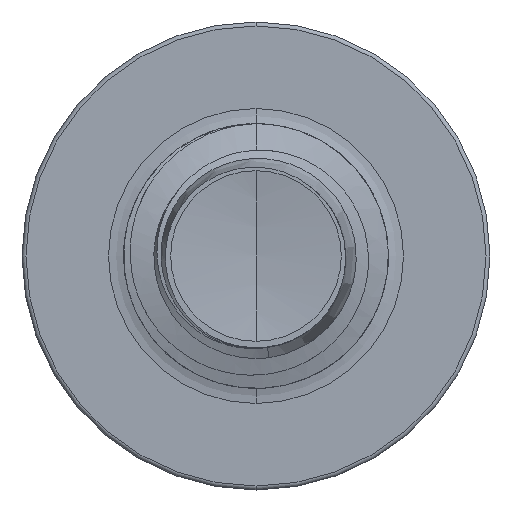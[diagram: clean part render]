
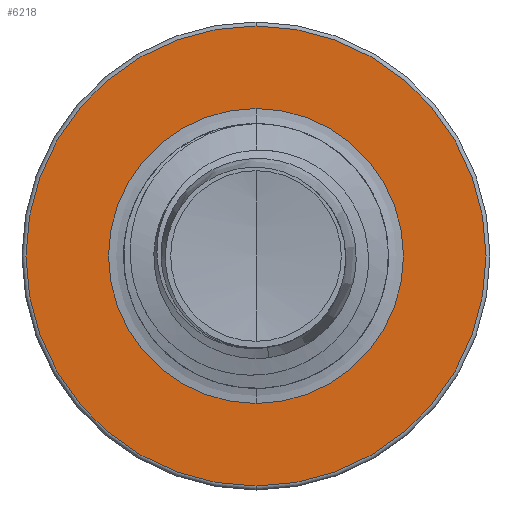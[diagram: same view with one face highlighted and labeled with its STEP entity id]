
A CAD part, front view. The second image highlights one B-rep face of the part: STEP entity #6218.
In plain terms, the highlighted planar face has unit normal (0, -1, 0).
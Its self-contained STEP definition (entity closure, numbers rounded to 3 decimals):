
#426 = EDGE_CURVE ( 'NONE', #7946, #6547, #2873, .T. ) ;
#804 = EDGE_LOOP ( 'NONE', ( #13987, #6509 ) ) ;
#847 = DIRECTION ( 'NONE',  ( 0., 0., 1. ) ) ;
#930 = DIRECTION ( 'NONE',  ( 0., 1., 0. ) ) ;
#1804 = ORIENTED_EDGE ( 'NONE', *, *, #8607, .F. ) ;
#1808 = CIRCLE ( 'NONE', #11374, 1.67 ) ;
#1849 = CARTESIAN_POINT ( 'NONE',  ( 0., 4., 0. ) ) ;
#2295 = VERTEX_POINT ( 'NONE', #11165 ) ;
#2332 = ORIENTED_EDGE ( 'NONE', *, *, #11394, .F. ) ;
#2873 = CIRCLE ( 'NONE', #12890, 1.67 ) ;
#3055 = AXIS2_PLACEMENT_3D ( 'NONE', #1849, #10459, #3243 ) ;
#3243 = DIRECTION ( 'NONE',  ( 0., 0., 1. ) ) ;
#5400 = DIRECTION ( 'NONE',  ( 0., 0., 1. ) ) ;
#5434 = DIRECTION ( 'NONE',  ( 0., 1., 0. ) ) ;
#6218 = ADVANCED_FACE ( 'NONE', ( #11369, #8426 ), #10679, .F. ) ;
#6423 = CARTESIAN_POINT ( 'NONE',  ( 0., 4., 0. ) ) ;
#6509 = ORIENTED_EDGE ( 'NONE', *, *, #426, .T. ) ;
#6547 = VERTEX_POINT ( 'NONE', #10134 ) ;
#6676 = VERTEX_POINT ( 'NONE', #7865 ) ;
#7258 = CARTESIAN_POINT ( 'NONE',  ( 0., 4., -1.67 ) ) ;
#7865 = CARTESIAN_POINT ( 'NONE',  ( 0., 4., 2.605 ) ) ;
#7922 = CIRCLE ( 'NONE', #10255, 2.605 ) ;
#7946 = VERTEX_POINT ( 'NONE', #10260 ) ;
#8413 = DIRECTION ( 'NONE',  ( 0., 0., 1. ) ) ;
#8426 = FACE_BOUND ( 'NONE', #804, .T. ) ;
#8453 = DIRECTION ( 'NONE',  ( 0., 1., 0. ) ) ;
#8529 = CARTESIAN_POINT ( 'NONE',  ( 0., 4., 0. ) ) ;
#8607 = EDGE_CURVE ( 'NONE', #2295, #6676, #7922, .T. ) ;
#9428 = EDGE_CURVE ( 'NONE', #6547, #7946, #1808, .T. ) ;
#9726 = DIRECTION ( 'NONE',  ( 0., 0., 1. ) ) ;
#10134 = CARTESIAN_POINT ( 'NONE',  ( 0., 4., 1.67 ) ) ;
#10255 = AXIS2_PLACEMENT_3D ( 'NONE', #8529, #930, #9726 ) ;
#10260 = CARTESIAN_POINT ( 'NONE',  ( 0., 4., -1.67 ) ) ;
#10459 = DIRECTION ( 'NONE',  ( 0., 1., 0. ) ) ;
#10679 = PLANE ( 'NONE',  #14821 ) ;
#11165 = CARTESIAN_POINT ( 'NONE',  ( 0., 4., -2.605 ) ) ;
#11369 = FACE_OUTER_BOUND ( 'NONE', #14062, .T. ) ;
#11374 = AXIS2_PLACEMENT_3D ( 'NONE', #14933, #8453, #847 ) ;
#11394 = EDGE_CURVE ( 'NONE', #6676, #2295, #13170, .T. ) ;
#12890 = AXIS2_PLACEMENT_3D ( 'NONE', #6423, #5434, #5400 ) ;
#13170 = CIRCLE ( 'NONE', #3055, 2.605 ) ;
#13987 = ORIENTED_EDGE ( 'NONE', *, *, #9428, .T. ) ;
#14062 = EDGE_LOOP ( 'NONE', ( #2332, #1804 ) ) ;
#14821 = AXIS2_PLACEMENT_3D ( 'NONE', #7258, #14893, #8413 ) ;
#14893 = DIRECTION ( 'NONE',  ( 0., 1., 0. ) ) ;
#14933 = CARTESIAN_POINT ( 'NONE',  ( 0., 4., 0. ) ) ;
